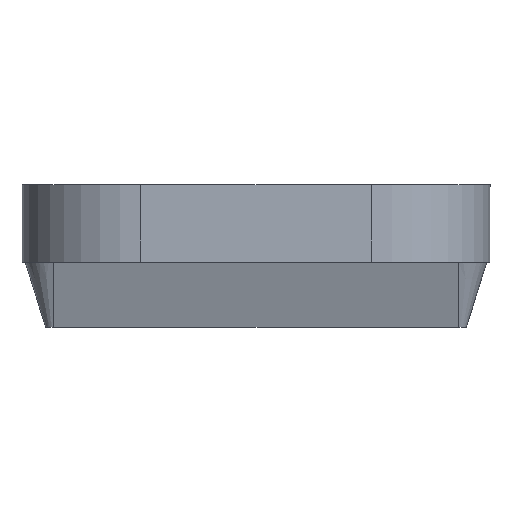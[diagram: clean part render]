
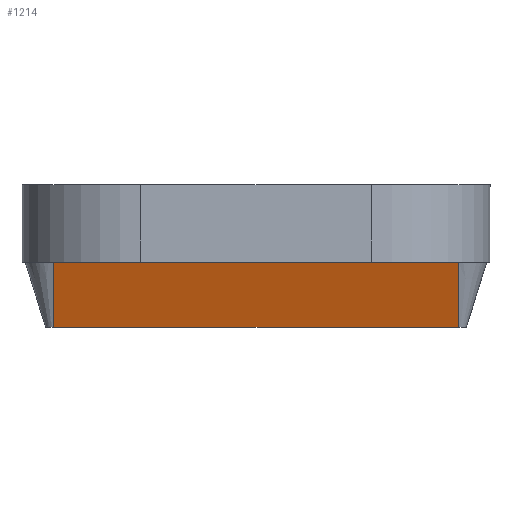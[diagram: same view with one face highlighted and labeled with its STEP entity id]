
A CAD part, top view. The second image highlights one B-rep face of the part: STEP entity #1214.
In plain terms, the highlighted planar face has unit normal (0, -0.302, 0.953).
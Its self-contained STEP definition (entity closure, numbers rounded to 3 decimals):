
#42=PLANE('',#1319);
#85=FACE_OUTER_BOUND('',#153,.T.);
#153=EDGE_LOOP('',(#904,#905,#906,#907));
#230=LINE('',#1844,#348);
#256=LINE('',#1918,#374);
#258=LINE('',#1924,#376);
#259=LINE('',#1925,#377);
#348=VECTOR('',#1458,10.);
#374=VECTOR('',#1530,10.);
#376=VECTOR('',#1536,1000.);
#377=VECTOR('',#1537,10.);
#541=VERTEX_POINT('',#1841);
#542=VERTEX_POINT('',#1843);
#567=VERTEX_POINT('',#1917);
#569=VERTEX_POINT('',#1923);
#663=EDGE_CURVE('',#542,#541,#230,.T.);
#699=EDGE_CURVE('',#542,#567,#256,.T.);
#702=EDGE_CURVE('',#567,#569,#258,.T.);
#703=EDGE_CURVE('',#541,#569,#259,.T.);
#904=ORIENTED_EDGE('',*,*,#702,.F.);
#905=ORIENTED_EDGE('',*,*,#699,.F.);
#906=ORIENTED_EDGE('',*,*,#663,.T.);
#907=ORIENTED_EDGE('',*,*,#703,.T.);
#1214=ADVANCED_FACE('',(#85),#42,.T.);
#1319=AXIS2_PLACEMENT_3D('',#1922,#1534,#1535);
#1458=DIRECTION('',(-1.,0.,0.));
#1530=DIRECTION('',(0.,-0.953,-0.302));
#1534=DIRECTION('center_axis',(0.,-0.302,0.953));
#1535=DIRECTION('ref_axis',(1.,0.,0.));
#1536=DIRECTION('',(-1.,0.,0.));
#1537=DIRECTION('',(0.,-0.953,-0.302));
#1841=CARTESIAN_POINT('',(-20.977,-6.5,59.535));
#1843=CARTESIAN_POINT('',(30.067,-6.5,59.535));
#1844=CARTESIAN_POINT('',(-0.086,-6.5,59.535));
#1917=CARTESIAN_POINT('',(30.067,-14.7,56.935));
#1918=CARTESIAN_POINT('',(30.067,-6.5,59.535));
#1922=CARTESIAN_POINT('Origin',(-4.716,-10.6,58.235));
#1923=CARTESIAN_POINT('',(-20.977,-14.7,56.935));
#1924=CARTESIAN_POINT('',(-13.977,-14.7,56.935));
#1925=CARTESIAN_POINT('',(-20.977,-6.5,59.535));
